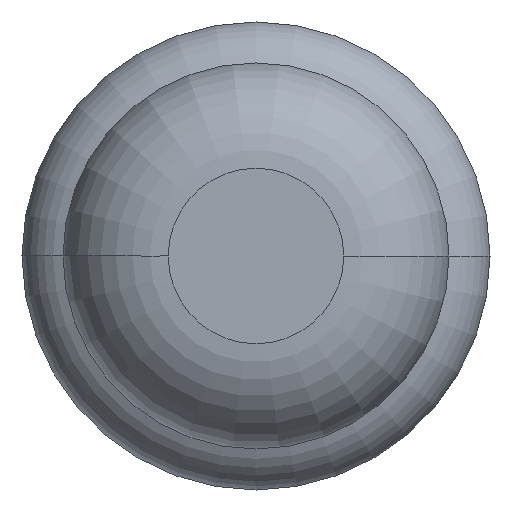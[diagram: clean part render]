
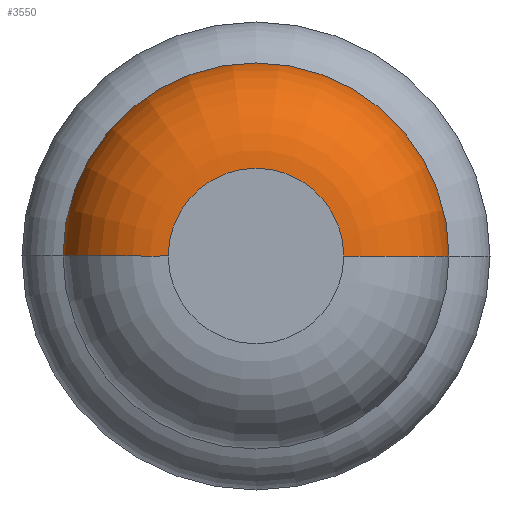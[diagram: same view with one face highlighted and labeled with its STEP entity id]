
A CAD part, front view. The second image highlights one B-rep face of the part: STEP entity #3550.
In plain terms, the highlighted toroidal (fillet/blend) face has major radius 0.375 mm and minor radius 0.45 mm.
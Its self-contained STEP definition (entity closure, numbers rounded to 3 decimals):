
#11 = AXIS2_PLACEMENT_3D ( 'NONE', #2611, #127, #1157 ) ;
#94 = DIRECTION ( 'NONE',  ( 0., -1., 0. ) ) ;
#95 = ORIENTED_EDGE ( 'NONE', *, *, #3501, .F. ) ;
#127 = DIRECTION ( 'NONE',  ( 0., -1., 0. ) ) ;
#317 = VERTEX_POINT ( 'NONE', #3228 ) ;
#604 = VERTEX_POINT ( 'NONE', #4394 ) ;
#798 = EDGE_CURVE ( 'Defeature ausgef�hrt1_8+Defeature ausgef�hrt1_9+Defeature ausgef�hrt1_9+Defeature ausgef�hrt1_9', #604, #3643, #1886, .T. ) ;
#1099 = DIRECTION ( 'NONE',  ( 1., 0., 0. ) ) ;
#1146 = AXIS2_PLACEMENT_3D ( 'NONE', #1554, #1868, #3599 ) ;
#1157 = DIRECTION ( 'NONE',  ( 1., 0., 0. ) ) ;
#1244 = EDGE_CURVE ( 'NONE', #3643, #2422, #1291, .T. ) ;
#1291 = CIRCLE ( 'NONE', #3260, 0.45 ) ;
#1554 = CARTESIAN_POINT ( 'NONE',  ( 0.375, -31.55, 0. ) ) ;
#1805 = CARTESIAN_POINT ( 'NONE',  ( 0., -32., 0. ) ) ;
#1830 = CIRCLE ( 'NONE', #1146, 0.45 ) ;
#1868 = DIRECTION ( 'NONE',  ( 0., 0., -1. ) ) ;
#1886 = CIRCLE ( 'NONE', #11, 0.825 ) ;
#1925 = DIRECTION ( 'NONE',  ( 0., 0., 1. ) ) ;
#2137 = DIRECTION ( 'NONE',  ( 1., 0., 0. ) ) ;
#2139 = AXIS2_PLACEMENT_3D ( 'NONE', #1805, #2854, #2137 ) ;
#2328 = ORIENTED_EDGE ( 'NONE', *, *, #1244, .T. ) ;
#2402 = CARTESIAN_POINT ( 'NONE',  ( -0.375, -32., 0. ) ) ;
#2422 = VERTEX_POINT ( 'NONE', #2402 ) ;
#2470 = ORIENTED_EDGE ( 'NONE', *, *, #4213, .F. ) ;
#2585 = DIRECTION ( 'NONE',  ( 1., 0., 0. ) ) ;
#2611 = CARTESIAN_POINT ( 'NONE',  ( 0., -31.55, 0. ) ) ;
#2626 = AXIS2_PLACEMENT_3D ( 'NONE', #2882, #94, #1099 ) ;
#2854 = DIRECTION ( 'NONE',  ( 0., -1., 0. ) ) ;
#2882 = CARTESIAN_POINT ( 'NONE',  ( 0., -31.55, 0. ) ) ;
#3026 = ORIENTED_EDGE ( 'NONE', *, *, #798, .T. ) ;
#3204 = TOROIDAL_SURFACE ( 'NONE', #2626, 0.375, 0.45 ) ;
#3228 = CARTESIAN_POINT ( 'NONE',  ( 0.375, -32., 0. ) ) ;
#3260 = AXIS2_PLACEMENT_3D ( 'NONE', #3652, #1925, #2585 ) ;
#3501 = EDGE_CURVE ( 'Defeature ausgef�hrt1_7+Defeature ausgef�hrt1_8+Defeature ausgef�hrt1_8+Defeature ausgef�hrt1_8', #317, #2422, #4280, .T. ) ;
#3550 = ADVANCED_FACE ( 'Defeature ausgef�hrt1_8', ( #3636 ), #3204, .T. ) ;
#3599 = DIRECTION ( 'NONE',  ( -1., 0., 0. ) ) ;
#3636 = FACE_OUTER_BOUND ( 'NONE', #4410, .T. ) ;
#3643 = VERTEX_POINT ( 'NONE', #3986 ) ;
#3652 = CARTESIAN_POINT ( 'NONE',  ( -0.375, -31.55, 0. ) ) ;
#3986 = CARTESIAN_POINT ( 'NONE',  ( -0.825, -31.55, 0. ) ) ;
#4213 = EDGE_CURVE ( 'NONE', #604, #317, #1830, .T. ) ;
#4280 = CIRCLE ( 'NONE', #2139, 0.375 ) ;
#4394 = CARTESIAN_POINT ( 'NONE',  ( 0.825, -31.55, 0. ) ) ;
#4410 = EDGE_LOOP ( 'NONE', ( #3026, #2328, #95, #2470 ) ) ;
